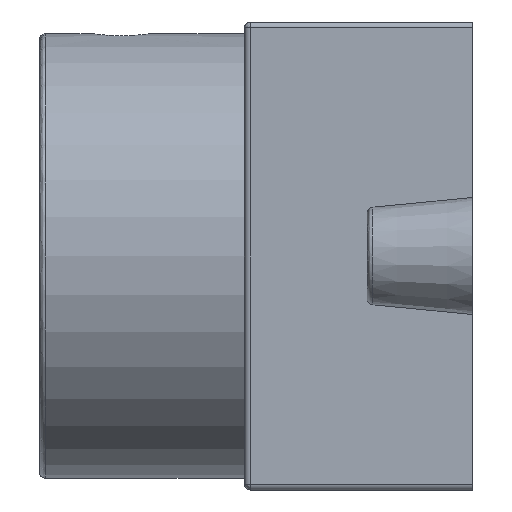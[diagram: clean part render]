
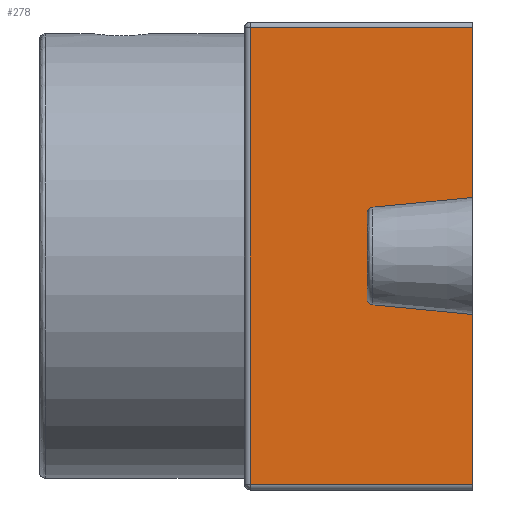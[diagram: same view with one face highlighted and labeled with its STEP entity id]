
A CAD part, left-side view. The second image highlights one B-rep face of the part: STEP entity #278.
In plain terms, the highlighted planar face has unit normal (-1, 0, 0).
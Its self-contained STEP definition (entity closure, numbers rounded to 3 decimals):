
#1 = AXIS2_PLACEMENT_3D ( 'NONE', #1135, #394, #87 ) ;
#63 = AXIS2_PLACEMENT_3D ( 'NONE', #1524, #609, #155 ) ;
#75 = EDGE_CURVE ( 'NONE', #1075, #193, #264, .T. ) ;
#87 = DIRECTION ( 'NONE',  ( 0., 0., 1. ) ) ;
#114 = DIRECTION ( 'NONE',  ( 0., 0., -1. ) ) ;
#155 = DIRECTION ( 'NONE',  ( 0., 0., 1. ) ) ;
#193 = VERTEX_POINT ( 'NONE', #1340 ) ;
#194 = CARTESIAN_POINT ( 'NONE',  ( -8., 7.6, -7.8 ) ) ;
#205 = CARTESIAN_POINT ( 'NONE',  ( -8., 7.6, 0. ) ) ;
#209 = VECTOR ( 'NONE', #902, 1000. ) ;
#231 = VECTOR ( 'NONE', #1945, 1000. ) ;
#234 = CIRCLE ( 'NONE', #63, 0.2 ) ;
#237 = LINE ( 'NONE', #1469, #1236 ) ;
#258 = DIRECTION ( 'NONE',  ( 0., -1., 0. ) ) ;
#264 = LINE ( 'NONE', #794, #758 ) ;
#268 = CARTESIAN_POINT ( 'NONE',  ( -8., 7.8, -7.8 ) ) ;
#278 = ADVANCED_FACE ( 'NONE', ( #812 ), #1204, .F. ) ;
#390 = ORIENTED_EDGE ( 'NONE', *, *, #639, .F. ) ;
#394 = DIRECTION ( 'NONE',  ( -1., 0., 0. ) ) ;
#397 = CARTESIAN_POINT ( 'NONE',  ( -8., 3.419, -1.668 ) ) ;
#469 = AXIS2_PLACEMENT_3D ( 'NONE', #1510, #1654, #114 ) ;
#470 = VECTOR ( 'NONE', #490, 1000. ) ;
#484 = VERTEX_POINT ( 'NONE', #194 ) ;
#490 = DIRECTION ( 'NONE',  ( 0., 0.995, -0.097 ) ) ;
#609 = DIRECTION ( 'NONE',  ( -1., 0., 0. ) ) ;
#639 = EDGE_CURVE ( 'NONE', #1412, #1297, #237, .T. ) ;
#647 = CARTESIAN_POINT ( 'NONE',  ( -8., 7.6, 7.8 ) ) ;
#662 = LINE ( 'NONE', #1810, #209 ) ;
#665 = LINE ( 'NONE', #268, #1904 ) ;
#672 = VERTEX_POINT ( 'NONE', #1625 ) ;
#689 = VECTOR ( 'NONE', #1736, 1000. ) ;
#731 = CARTESIAN_POINT ( 'NONE',  ( -8., 3.419, 1.668 ) ) ;
#758 = VECTOR ( 'NONE', #1548, 1000. ) ;
#794 = CARTESIAN_POINT ( 'NONE',  ( -8., 3.6, -8. ) ) ;
#812 = FACE_OUTER_BOUND ( 'NONE', #1887, .T. ) ;
#902 = DIRECTION ( 'NONE',  ( 0., 0., -1. ) ) ;
#979 = LINE ( 'NONE', #1800, #470 ) ;
#987 = EDGE_CURVE ( 'NONE', #1359, #484, #665, .T. ) ;
#1034 = VERTEX_POINT ( 'NONE', #397 ) ;
#1044 = EDGE_CURVE ( 'NONE', #1034, #672, #1950, .T. ) ;
#1075 = VERTEX_POINT ( 'NONE', #1820 ) ;
#1080 = ORIENTED_EDGE ( 'NONE', *, *, #1916, .F. ) ;
#1087 = CARTESIAN_POINT ( 'NONE',  ( -8., 0., 7.8 ) ) ;
#1101 = ORIENTED_EDGE ( 'NONE', *, *, #1291, .F. ) ;
#1102 = VERTEX_POINT ( 'NONE', #1192 ) ;
#1135 = CARTESIAN_POINT ( 'NONE',  ( -8., 3.4, 1.469 ) ) ;
#1140 = CIRCLE ( 'NONE', #1, 0.2 ) ;
#1167 = DIRECTION ( 'NONE',  ( 0., -0.995, -0.097 ) ) ;
#1181 = CARTESIAN_POINT ( 'NONE',  ( -8., 3.419, -1.668 ) ) ;
#1192 = CARTESIAN_POINT ( 'NONE',  ( -8., 0., 2. ) ) ;
#1195 = ORIENTED_EDGE ( 'NONE', *, *, #1889, .F. ) ;
#1204 = PLANE ( 'NONE',  #469 ) ;
#1220 = ORIENTED_EDGE ( 'NONE', *, *, #1480, .F. ) ;
#1236 = VECTOR ( 'NONE', #258, 1000. ) ;
#1247 = ORIENTED_EDGE ( 'NONE', *, *, #1044, .F. ) ;
#1285 = LINE ( 'NONE', #205, #689 ) ;
#1291 = EDGE_CURVE ( 'NONE', #193, #1034, #234, .T. ) ;
#1297 = VERTEX_POINT ( 'NONE', #1087 ) ;
#1313 = ORIENTED_EDGE ( 'NONE', *, *, #1365, .F. ) ;
#1340 = CARTESIAN_POINT ( 'NONE',  ( -8., 3.6, -1.469 ) ) ;
#1359 = VERTEX_POINT ( 'NONE', #1428 ) ;
#1365 = EDGE_CURVE ( 'NONE', #484, #1412, #1285, .T. ) ;
#1404 = VECTOR ( 'NONE', #1167, 1000. ) ;
#1412 = VERTEX_POINT ( 'NONE', #647 ) ;
#1413 = ORIENTED_EDGE ( 'NONE', *, *, #1947, .F. ) ;
#1428 = CARTESIAN_POINT ( 'NONE',  ( -8., 0., -7.8 ) ) ;
#1449 = LINE ( 'NONE', #1492, #231 ) ;
#1469 = CARTESIAN_POINT ( 'NONE',  ( -8., 7.8, 7.8 ) ) ;
#1480 = EDGE_CURVE ( 'NONE', #1664, #1075, #1140, .T. ) ;
#1492 = CARTESIAN_POINT ( 'NONE',  ( -8., 0., -8. ) ) ;
#1510 = CARTESIAN_POINT ( 'NONE',  ( -8., 7.8, -8. ) ) ;
#1524 = CARTESIAN_POINT ( 'NONE',  ( -8., 3.4, -1.469 ) ) ;
#1548 = DIRECTION ( 'NONE',  ( 0., 0., -1. ) ) ;
#1556 = ORIENTED_EDGE ( 'NONE', *, *, #987, .F. ) ;
#1625 = CARTESIAN_POINT ( 'NONE',  ( -8., 0., -2. ) ) ;
#1631 = DIRECTION ( 'NONE',  ( 0., 1., 0. ) ) ;
#1654 = DIRECTION ( 'NONE',  ( 1., 0., 0. ) ) ;
#1664 = VERTEX_POINT ( 'NONE', #731 ) ;
#1736 = DIRECTION ( 'NONE',  ( 0., 0., 1. ) ) ;
#1800 = CARTESIAN_POINT ( 'NONE',  ( -8., 0., 2. ) ) ;
#1810 = CARTESIAN_POINT ( 'NONE',  ( -8., 0., -8. ) ) ;
#1820 = CARTESIAN_POINT ( 'NONE',  ( -8., 3.6, 1.469 ) ) ;
#1838 = ORIENTED_EDGE ( 'NONE', *, *, #75, .F. ) ;
#1887 = EDGE_LOOP ( 'NONE', ( #1220, #1413, #1195, #390, #1313, #1556, #1080, #1247, #1101, #1838 ) ) ;
#1889 = EDGE_CURVE ( 'NONE', #1297, #1102, #662, .T. ) ;
#1904 = VECTOR ( 'NONE', #1631, 1000. ) ;
#1916 = EDGE_CURVE ( 'NONE', #672, #1359, #1449, .T. ) ;
#1945 = DIRECTION ( 'NONE',  ( 0., 0., -1. ) ) ;
#1947 = EDGE_CURVE ( 'NONE', #1102, #1664, #979, .T. ) ;
#1950 = LINE ( 'NONE', #1181, #1404 ) ;
